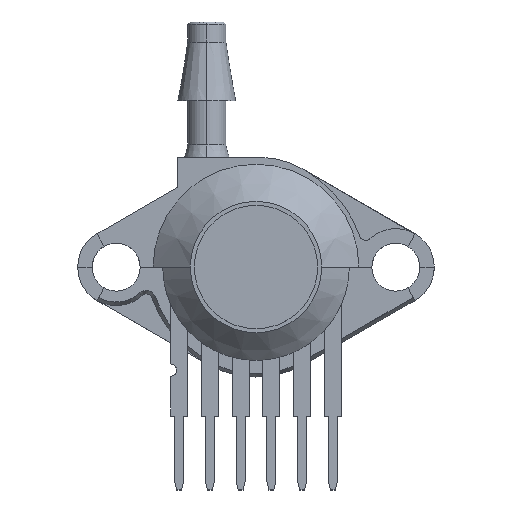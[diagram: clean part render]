
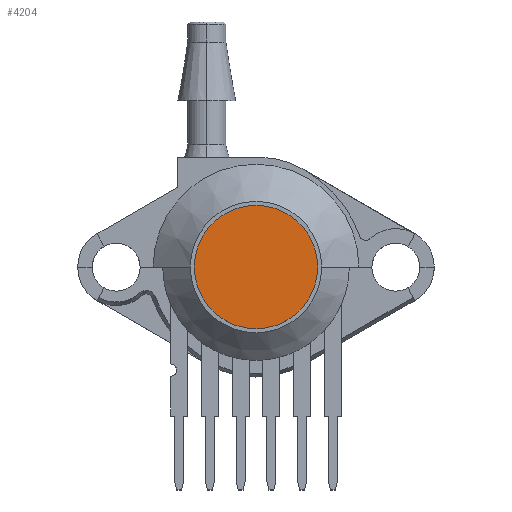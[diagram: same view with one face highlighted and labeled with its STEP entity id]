
A CAD part, top view. The second image highlights one B-rep face of the part: STEP entity #4204.
In plain terms, the highlighted planar face has unit normal (0, 0, 1).
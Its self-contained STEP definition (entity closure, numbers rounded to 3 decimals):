
#84 = EDGE_LOOP ( 'NONE', ( #2277, #2285 ) ) ;
#1234 = CARTESIAN_POINT ( 'NONE',  ( -5.1, 12.32, 2.67 ) ) ;
#1403 = VERTEX_POINT ( 'NONE', #2094 ) ;
#1854 = DIRECTION ( 'NONE',  ( 0., 0., -1. ) ) ;
#1904 = CARTESIAN_POINT ( 'NONE',  ( 0., 12.32, 2.67 ) ) ;
#2094 = CARTESIAN_POINT ( 'NONE',  ( 5.1, 12.32, 2.67 ) ) ;
#2240 = CIRCLE ( 'NONE', #3805, 5.1 ) ;
#2277 = ORIENTED_EDGE ( 'NONE', *, *, #3449, .T. ) ;
#2285 = ORIENTED_EDGE ( 'NONE', *, *, #3768, .T. ) ;
#2349 = DIRECTION ( 'NONE',  ( 0., 0., 1. ) ) ;
#2356 = PLANE ( 'NONE',  #4424 ) ;
#3214 = VERTEX_POINT ( 'NONE', #1234 ) ;
#3449 = EDGE_CURVE ( 'NONE', #1403, #3214, #2240, .T. ) ;
#3761 = CIRCLE ( 'NONE', #4321, 5.1 ) ;
#3768 = EDGE_CURVE ( 'NONE', #3214, #1403, #3761, .T. ) ;
#3805 = AXIS2_PLACEMENT_3D ( 'NONE', #1904, #2349, #5470 ) ;
#3951 = DIRECTION ( 'NONE',  ( 1., 0., 0. ) ) ;
#4001 = CARTESIAN_POINT ( 'NONE',  ( 0., -6.1, 2.67 ) ) ;
#4204 = ADVANCED_FACE ( 'NONE', ( #5449 ), #2356, .F. ) ;
#4321 = AXIS2_PLACEMENT_3D ( 'NONE', #4397, #4426, #3951 ) ;
#4397 = CARTESIAN_POINT ( 'NONE',  ( 0., 12.32, 2.67 ) ) ;
#4424 = AXIS2_PLACEMENT_3D ( 'NONE', #4001, #1854, #4970 ) ;
#4426 = DIRECTION ( 'NONE',  ( 0., 0., 1. ) ) ;
#4970 = DIRECTION ( 'NONE',  ( 0., -1., 0. ) ) ;
#5449 = FACE_OUTER_BOUND ( 'NONE', #84, .T. ) ;
#5470 = DIRECTION ( 'NONE',  ( 1., 0., 0. ) ) ;
